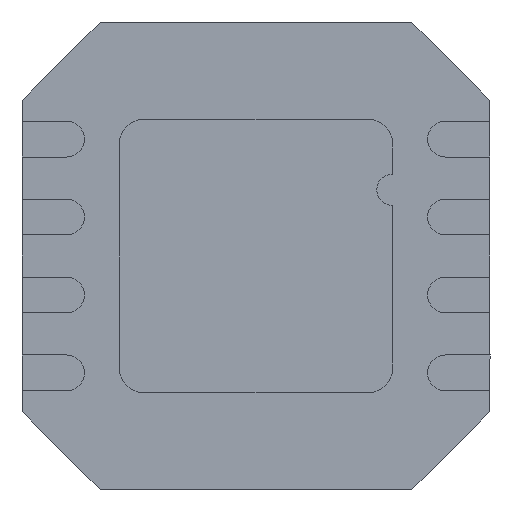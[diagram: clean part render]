
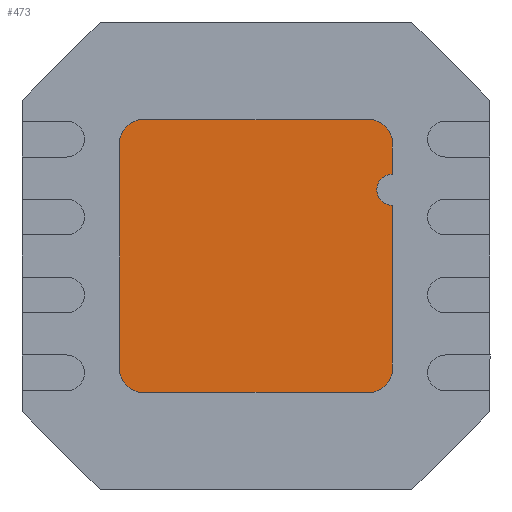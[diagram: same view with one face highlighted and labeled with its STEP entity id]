
A CAD part, front view. The second image highlights one B-rep face of the part: STEP entity #473.
In plain terms, the highlighted planar face has unit normal (0, -1, 0).
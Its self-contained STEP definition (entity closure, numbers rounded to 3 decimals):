
#40 = ORIENTED_EDGE ( 'NONE', *, *, #1918, .T. ) ;
#85 = CIRCLE ( 'NONE', #1131, 0.15 ) ;
#94 = VERTEX_POINT ( 'NONE', #3800 ) ;
#95 = LINE ( 'NONE', #2659, #3165 ) ;
#187 = VECTOR ( 'NONE', #503, 1000. ) ;
#205 = VECTOR ( 'NONE', #1441, 1000. ) ;
#243 = EDGE_CURVE ( 'NONE', #2952, #2641, #2068, .T. ) ;
#268 = AXIS2_PLACEMENT_3D ( 'NONE', #1794, #4010, #2114 ) ;
#275 = EDGE_LOOP ( 'NONE', ( #738, #3452, #40, #2532, #2201, #3670, #1341, #1107, #1399, #1056 ) ) ;
#355 = VERTEX_POINT ( 'NONE', #1530 ) ;
#395 = PLANE ( 'NONE',  #2445 ) ;
#471 = CIRCLE ( 'NONE', #1429, 0.1 ) ;
#473 = ADVANCED_FACE ( 'NONE', ( #827 ), #395, .T. ) ;
#503 = DIRECTION ( 'NONE',  ( 1., 0., 0. ) ) ;
#674 = VERTEX_POINT ( 'NONE', #1701 ) ;
#738 = ORIENTED_EDGE ( 'NONE', *, *, #243, .T. ) ;
#800 = CIRCLE ( 'NONE', #928, 0.15 ) ;
#812 = CIRCLE ( 'NONE', #2284, 0.15 ) ;
#827 = FACE_OUTER_BOUND ( 'NONE', #275, .T. ) ;
#928 = AXIS2_PLACEMENT_3D ( 'NONE', #3011, #1167, #3323 ) ;
#1056 = ORIENTED_EDGE ( 'NONE', *, *, #3494, .T. ) ;
#1107 = ORIENTED_EDGE ( 'NONE', *, *, #2358, .T. ) ;
#1111 = LINE ( 'NONE', #2986, #205 ) ;
#1121 = CARTESIAN_POINT ( 'NONE',  ( 0.875, -0.01, 0.425 ) ) ;
#1131 = AXIS2_PLACEMENT_3D ( 'NONE', #1764, #3971, #2079 ) ;
#1146 = DIRECTION ( 'NONE',  ( 0., -1., 0. ) ) ;
#1153 = DIRECTION ( 'NONE',  ( 0., 0., 1. ) ) ;
#1167 = DIRECTION ( 'NONE',  ( 0., -1., 0. ) ) ;
#1175 = VERTEX_POINT ( 'NONE', #3659 ) ;
#1329 = DIRECTION ( 'NONE',  ( 0., -1., 0. ) ) ;
#1341 = ORIENTED_EDGE ( 'NONE', *, *, #4012, .T. ) ;
#1399 = ORIENTED_EDGE ( 'NONE', *, *, #4017, .T. ) ;
#1416 = DIRECTION ( 'NONE',  ( 0., 0., -1. ) ) ;
#1421 = DIRECTION ( 'NONE',  ( 0., 0., -1. ) ) ;
#1429 = AXIS2_PLACEMENT_3D ( 'NONE', #1121, #3275, #1416 ) ;
#1441 = DIRECTION ( 'NONE',  ( -1., 0., 0. ) ) ;
#1446 = CARTESIAN_POINT ( 'NONE',  ( 0.875, -0.01, -0.725 ) ) ;
#1498 = EDGE_CURVE ( 'NONE', #94, #2053, #1111, .T. ) ;
#1530 = CARTESIAN_POINT ( 'NONE',  ( 0.875, -0.01, 0.325 ) ) ;
#1544 = VERTEX_POINT ( 'NONE', #3327 ) ;
#1700 = LINE ( 'NONE', #1446, #3256 ) ;
#1701 = CARTESIAN_POINT ( 'NONE',  ( -0.725, -0.01, -0.875 ) ) ;
#1764 = CARTESIAN_POINT ( 'NONE',  ( -0.725, -0.01, -0.725 ) ) ;
#1794 = CARTESIAN_POINT ( 'NONE',  ( 0.725, -0.01, -0.725 ) ) ;
#1918 = EDGE_CURVE ( 'NONE', #355, #1175, #471, .T. ) ;
#2028 = DIRECTION ( 'NONE',  ( 0., 0., 1. ) ) ;
#2036 = CARTESIAN_POINT ( 'NONE',  ( 0.875, -0.01, -0.725 ) ) ;
#2053 = VERTEX_POINT ( 'NONE', #2810 ) ;
#2068 = CIRCLE ( 'NONE', #268, 0.15 ) ;
#2079 = DIRECTION ( 'NONE',  ( 0., 0., 1. ) ) ;
#2114 = DIRECTION ( 'NONE',  ( 0., 0., -1. ) ) ;
#2201 = ORIENTED_EDGE ( 'NONE', *, *, #3535, .T. ) ;
#2226 = CARTESIAN_POINT ( 'NONE',  ( -0.875, -0.01, 0.725 ) ) ;
#2284 = AXIS2_PLACEMENT_3D ( 'NONE', #2989, #1146, #3299 ) ;
#2358 = EDGE_CURVE ( 'NONE', #3235, #1544, #2568, .T. ) ;
#2372 = CARTESIAN_POINT ( 'NONE',  ( 0.875, -0.01, 0.725 ) ) ;
#2445 = AXIS2_PLACEMENT_3D ( 'NONE', #2551, #1329, #3497 ) ;
#2532 = ORIENTED_EDGE ( 'NONE', *, *, #3518, .T. ) ;
#2551 = CARTESIAN_POINT ( 'NONE',  ( 0.725, -0.01, -0.725 ) ) ;
#2568 = LINE ( 'NONE', #2653, #3306 ) ;
#2641 = VERTEX_POINT ( 'NONE', #2036 ) ;
#2653 = CARTESIAN_POINT ( 'NONE',  ( -0.875, -0.01, -0.725 ) ) ;
#2659 = CARTESIAN_POINT ( 'NONE',  ( 0.875, -0.01, 0.525 ) ) ;
#2810 = CARTESIAN_POINT ( 'NONE',  ( -0.725, -0.01, 0.875 ) ) ;
#2952 = VERTEX_POINT ( 'NONE', #3080 ) ;
#2986 = CARTESIAN_POINT ( 'NONE',  ( -0.725, -0.01, 0.875 ) ) ;
#2989 = CARTESIAN_POINT ( 'NONE',  ( 0.725, -0.01, 0.725 ) ) ;
#3011 = CARTESIAN_POINT ( 'NONE',  ( -0.725, -0.01, 0.725 ) ) ;
#3080 = CARTESIAN_POINT ( 'NONE',  ( 0.725, -0.01, -0.875 ) ) ;
#3165 = VECTOR ( 'NONE', #2028, 1000. ) ;
#3235 = VERTEX_POINT ( 'NONE', #2226 ) ;
#3256 = VECTOR ( 'NONE', #1153, 1000. ) ;
#3264 = LINE ( 'NONE', #3273, #187 ) ;
#3273 = CARTESIAN_POINT ( 'NONE',  ( -0.725, -0.01, -0.875 ) ) ;
#3275 = DIRECTION ( 'NONE',  ( 0., 1., 0. ) ) ;
#3299 = DIRECTION ( 'NONE',  ( 0., 0., 1. ) ) ;
#3306 = VECTOR ( 'NONE', #1421, 1000. ) ;
#3323 = DIRECTION ( 'NONE',  ( 0., 0., 1. ) ) ;
#3327 = CARTESIAN_POINT ( 'NONE',  ( -0.875, -0.01, -0.725 ) ) ;
#3452 = ORIENTED_EDGE ( 'NONE', *, *, #3989, .T. ) ;
#3494 = EDGE_CURVE ( 'NONE', #674, #2952, #3264, .T. ) ;
#3497 = DIRECTION ( 'NONE',  ( 0., 0., -1. ) ) ;
#3518 = EDGE_CURVE ( 'NONE', #1175, #4021, #95, .T. ) ;
#3535 = EDGE_CURVE ( 'NONE', #4021, #94, #812, .T. ) ;
#3659 = CARTESIAN_POINT ( 'NONE',  ( 0.875, -0.01, 0.525 ) ) ;
#3670 = ORIENTED_EDGE ( 'NONE', *, *, #1498, .T. ) ;
#3800 = CARTESIAN_POINT ( 'NONE',  ( 0.725, -0.01, 0.875 ) ) ;
#3971 = DIRECTION ( 'NONE',  ( 0., -1., 0. ) ) ;
#3989 = EDGE_CURVE ( 'NONE', #2641, #355, #1700, .T. ) ;
#4010 = DIRECTION ( 'NONE',  ( 0., -1., 0. ) ) ;
#4012 = EDGE_CURVE ( 'NONE', #2053, #3235, #800, .T. ) ;
#4017 = EDGE_CURVE ( 'NONE', #1544, #674, #85, .T. ) ;
#4021 = VERTEX_POINT ( 'NONE', #2372 ) ;
